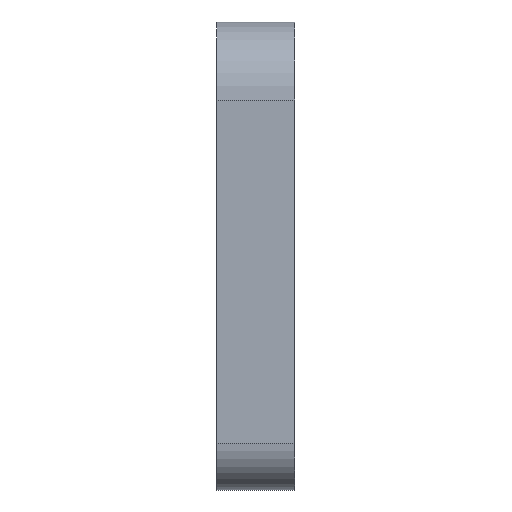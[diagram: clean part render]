
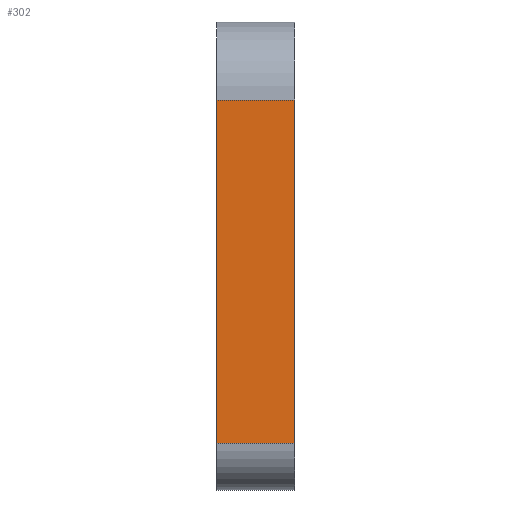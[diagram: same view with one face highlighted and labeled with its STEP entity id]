
A CAD part, left-side view. The second image highlights one B-rep face of the part: STEP entity #302.
In plain terms, the highlighted planar face has unit normal (-1, 0, 0).
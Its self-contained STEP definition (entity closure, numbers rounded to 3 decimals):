
#51 = LINE ( 'NONE', #689, #1534 ) ;
#81 = VERTEX_POINT ( 'NONE', #422 ) ;
#102 = VERTEX_POINT ( 'NONE', #1394 ) ;
#105 = EDGE_CURVE ( 'NONE', #102, #81, #644, .T. ) ;
#167 = ORIENTED_EDGE ( 'NONE', *, *, #928, .F. ) ;
#195 = ORIENTED_EDGE ( 'NONE', *, *, #105, .F. ) ;
#217 = VECTOR ( 'NONE', #219, 1000. ) ;
#219 = DIRECTION ( 'NONE',  ( 0., -1., 0. ) ) ;
#302 = ADVANCED_FACE ( 'NONE', ( #391 ), #1437, .F. ) ;
#317 = VECTOR ( 'NONE', #318, 1000. ) ;
#318 = DIRECTION ( 'NONE',  ( 0., 0., 1. ) ) ;
#321 = DIRECTION ( 'NONE',  ( 0., 0., -1. ) ) ;
#359 = DIRECTION ( 'NONE',  ( 0., 1., 0. ) ) ;
#391 = FACE_OUTER_BOUND ( 'NONE', #493, .T. ) ;
#422 = CARTESIAN_POINT ( 'NONE',  ( 0., 5., 25. ) ) ;
#442 = VERTEX_POINT ( 'NONE', #520 ) ;
#493 = EDGE_LOOP ( 'NONE', ( #750, #195, #167, #769 ) ) ;
#520 = CARTESIAN_POINT ( 'NONE',  ( 0., 0., 3. ) ) ;
#610 = EDGE_CURVE ( 'NONE', #81, #658, #1343, .T. ) ;
#618 = DIRECTION ( 'NONE',  ( 1., 0., 0. ) ) ;
#644 = LINE ( 'NONE', #1388, #317 ) ;
#658 = VERTEX_POINT ( 'NONE', #1426 ) ;
#689 = CARTESIAN_POINT ( 'NONE',  ( 0., 0., 0. ) ) ;
#750 = ORIENTED_EDGE ( 'NONE', *, *, #610, .F. ) ;
#769 = ORIENTED_EDGE ( 'NONE', *, *, #1137, .F. ) ;
#896 = LINE ( 'NONE', #1067, #1229 ) ;
#928 = EDGE_CURVE ( 'NONE', #442, #102, #896, .T. ) ;
#1063 = CARTESIAN_POINT ( 'NONE',  ( 0., 5., 25. ) ) ;
#1067 = CARTESIAN_POINT ( 'NONE',  ( 0., 5., 3. ) ) ;
#1137 = EDGE_CURVE ( 'NONE', #658, #442, #51, .T. ) ;
#1229 = VECTOR ( 'NONE', #359, 1000. ) ;
#1320 = CARTESIAN_POINT ( 'NONE',  ( 0., 5., 0. ) ) ;
#1343 = LINE ( 'NONE', #1063, #217 ) ;
#1351 = AXIS2_PLACEMENT_3D ( 'NONE', #1320, #618, #1445 ) ;
#1388 = CARTESIAN_POINT ( 'NONE',  ( 0., 5., 0. ) ) ;
#1394 = CARTESIAN_POINT ( 'NONE',  ( 0., 5., 3. ) ) ;
#1426 = CARTESIAN_POINT ( 'NONE',  ( 0., 0., 25. ) ) ;
#1437 = PLANE ( 'NONE',  #1351 ) ;
#1445 = DIRECTION ( 'NONE',  ( 0., 0., -1. ) ) ;
#1534 = VECTOR ( 'NONE', #321, 1000. ) ;
